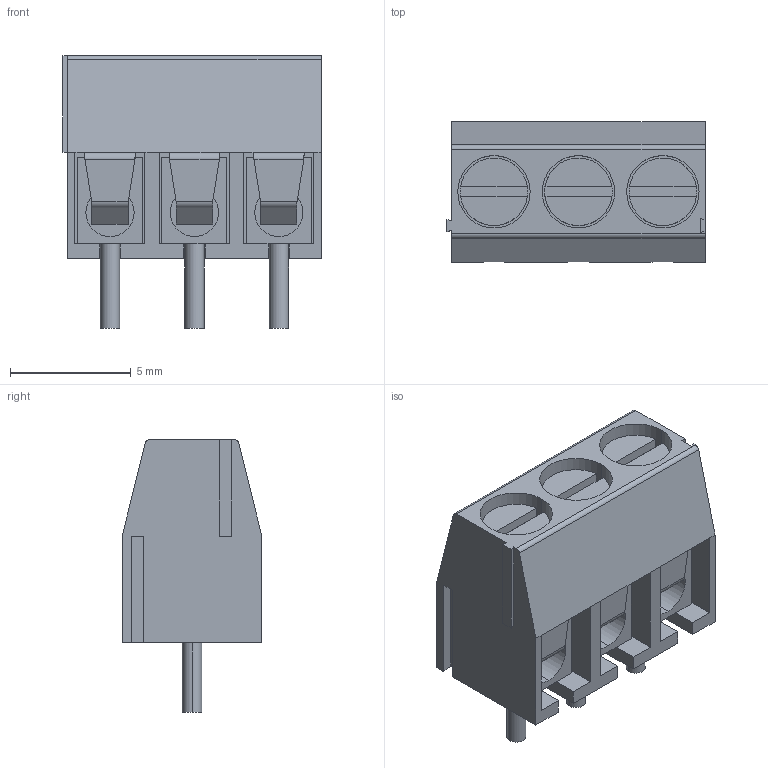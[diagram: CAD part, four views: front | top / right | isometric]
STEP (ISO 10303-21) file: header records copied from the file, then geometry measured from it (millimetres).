
FILE_DESCRIPTION (( 'STEP AP214' ), '1' );
FILE_NAME ('Header-KF350-3.5-3.STEP', '2014-08-21T10:58:39', ( '' ), ( '' ), 'SwSTEP 2.0', 'SolidWorks 2013', '' );
FILE_SCHEMA (( 'AUTOMOTIVE_DESIGN' ));
Length unit declared in the file: millimetre
Products named in the file (1): Header-KF350-3.5-3
Bounding box: 10.7 x 5.8 x 11.3 mm (x, y, z)
Volume: 413.2 mm3; surface area: 1116.1 mm2
Topology: 7 solids, 7 shells, 228 faces, 531 edges, 328 vertices
Faces by surface type: plane 174, cylinder 48, bspline 6
Entity records: 8761 total; most frequent: CARTESIAN_POINT 1286, DIRECTION 1075, ORIENTED_EDGE 1062, EDGE_CURVE 531, LINE 409, VECTOR 409, AXIS2_PLACEMENT_3D 333, VERTEX_POINT 328
